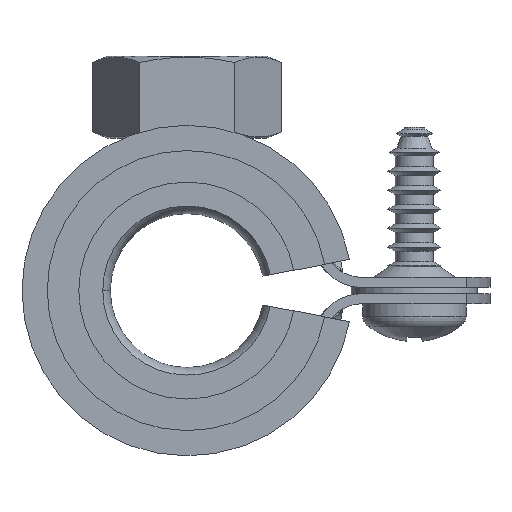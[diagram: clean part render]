
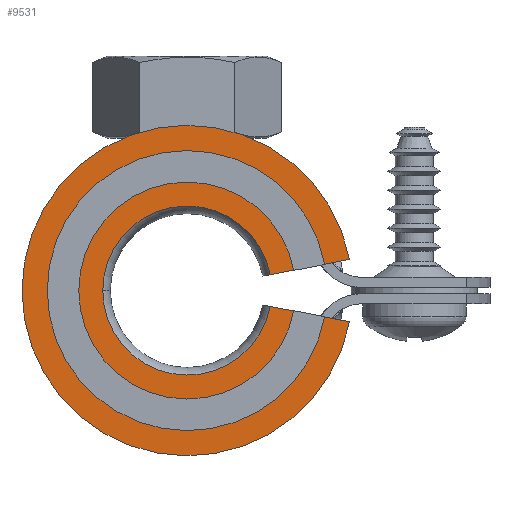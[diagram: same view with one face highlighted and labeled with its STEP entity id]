
A CAD part, front view. The second image highlights one B-rep face of the part: STEP entity #9531.
In plain terms, the highlighted face is planar.
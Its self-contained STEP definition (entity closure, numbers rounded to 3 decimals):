
#8382=CARTESIAN_POINT('',(175.787,128.638,9.0));
#8383=VERTEX_POINT('',#8382);
#8390=CARTESIAN_POINT('',(189.067,127.373,9.0));
#8391=VERTEX_POINT('',#8390);
#8392=CARTESIAN_POINT('',(182.487,128.638,9.0));
#8393=DIRECTION('',(0.0,0.0,1.0));
#8394=DIRECTION('',(1.0,0.0,0.0));
#8395=AXIS2_PLACEMENT_3D('',#8392,#8393,#8394);
#8396=CIRCLE('',#8395,6.7);
#8397=EDGE_CURVE('',#8383,#8391,#8396,.T.);
#8422=CARTESIAN_POINT('',(169.387,128.638,9.0));
#8423=VERTEX_POINT('',#8422);
#8432=CARTESIAN_POINT('',(195.352,131.109,9.0));
#8433=VERTEX_POINT('',#8432);
#8434=CARTESIAN_POINT('',(182.487,128.638,9.0));
#8435=DIRECTION('',(0.0,0.0,1.0));
#8436=DIRECTION('',(1.0,0.0,0.0));
#8437=AXIS2_PLACEMENT_3D('',#8434,#8435,#8436);
#8438=CIRCLE('',#8437,13.1);
#8439=EDGE_CURVE('',#8433,#8423,#8438,.T.);
#9482=CARTESIAN_POINT('',(195.352,126.166,9.0));
#9483=VERTEX_POINT('',#9482);
#9490=CARTESIAN_POINT('',(182.487,128.638,9.0));
#9491=DIRECTION('',(0.0,0.0,1.0));
#9492=DIRECTION('',(1.0,0.0,0.0));
#9493=AXIS2_PLACEMENT_3D('',#9490,#9491,#9492);
#9494=CIRCLE('',#9493,13.1);
#9495=EDGE_CURVE('',#8423,#9483,#9494,.T.);
#9500=CARTESIAN_POINT('',(192.21,130.505,9.0));
#9501=DIRECTION('',(0.0,0.0,1.0));
#9502=DIRECTION('',(1.0,0.0,0.0));
#9503=AXIS2_PLACEMENT_3D('',#9500,#9501,#9502);
#9504=PLANE('',#9503);
#9505=CARTESIAN_POINT('',(195.352,126.166,9.0));
#9506=DIRECTION('',(-0.982,0.189,0.0));
#9507=VECTOR('',#9506,6.4);
#9508=LINE('',#9505,#9507);
#9509=EDGE_CURVE('',#9483,#8391,#9508,.T.);
#9510=ORIENTED_EDGE('',*,*,#9509,.T.);
#9511=ORIENTED_EDGE('',*,*,#8397,.F.);
#9512=CARTESIAN_POINT('',(189.067,129.902,9.0));
#9513=VERTEX_POINT('',#9512);
#9514=CARTESIAN_POINT('',(182.487,128.638,9.0));
#9515=DIRECTION('',(0.0,0.0,1.0));
#9516=DIRECTION('',(1.0,0.0,0.0));
#9517=AXIS2_PLACEMENT_3D('',#9514,#9515,#9516);
#9518=CIRCLE('',#9517,6.7);
#9519=EDGE_CURVE('',#9513,#8383,#9518,.T.);
#9520=ORIENTED_EDGE('',*,*,#9519,.F.);
#9521=CARTESIAN_POINT('',(195.352,131.109,9.0));
#9522=DIRECTION('',(-0.982,-0.189,0.0));
#9523=VECTOR('',#9522,6.4);
#9524=LINE('',#9521,#9523);
#9525=EDGE_CURVE('',#8433,#9513,#9524,.T.);
#9526=ORIENTED_EDGE('',*,*,#9525,.F.);
#9527=ORIENTED_EDGE('',*,*,#8439,.T.);
#9528=ORIENTED_EDGE('',*,*,#9495,.T.);
#9529=EDGE_LOOP('',(#9510,#9511,#9520,#9526,#9527,#9528));
#9530=FACE_OUTER_BOUND('',#9529,.T.);
#9531=ADVANCED_FACE('',(#9530),#9504,.T.);
